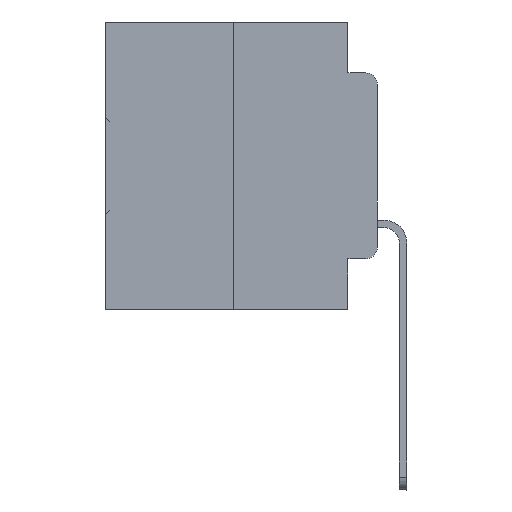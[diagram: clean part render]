
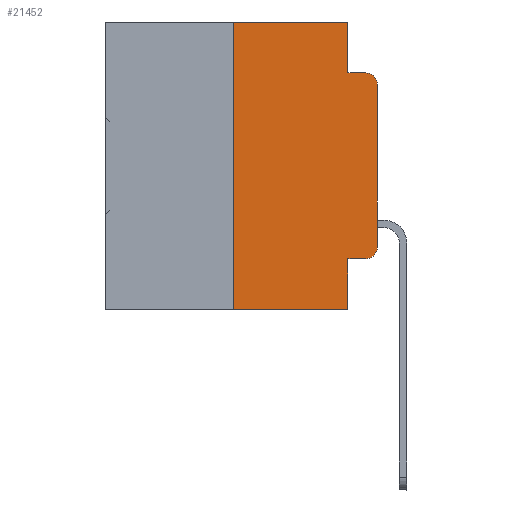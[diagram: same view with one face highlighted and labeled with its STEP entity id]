
A CAD part, left-side view. The second image highlights one B-rep face of the part: STEP entity #21452.
In plain terms, the highlighted planar face has unit normal (-1, 0, 0).
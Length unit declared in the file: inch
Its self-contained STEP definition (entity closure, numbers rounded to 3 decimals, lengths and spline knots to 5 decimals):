
#888 = DIRECTION ( 'NONE',  ( 0., 0., -1. ) ) ;
#2197 = CIRCLE ( 'NONE', #10954, 0.02 ) ;
#2701 = EDGE_CURVE ( 'NONE', #26272, #2937, #23116, .T. ) ;
#2937 = VERTEX_POINT ( 'NONE', #29293 ) ;
#2961 = EDGE_CURVE ( 'NONE', #29727, #23004, #16432, .T. ) ;
#3252 = EDGE_CURVE ( 'NONE', #26272, #17546, #20506, .T. ) ;
#4012 = AXIS2_PLACEMENT_3D ( 'NONE', #13752, #11172, #26941 ) ;
#4190 = ORIENTED_EDGE ( 'NONE', *, *, #2961, .T. ) ;
#4725 = CARTESIAN_POINT ( 'NONE',  ( 0., 0.25, -0.5 ) ) ;
#5748 = EDGE_CURVE ( 'NONE', #6133, #7765, #28101, .T. ) ;
#6133 = VERTEX_POINT ( 'NONE', #33695 ) ;
#7009 = DIRECTION ( 'NONE',  ( 0., -1., 0. ) ) ;
#7446 = EDGE_CURVE ( 'NONE', #17546, #27937, #33915, .T. ) ;
#7471 = PLANE ( 'NONE',  #30780 ) ;
#7600 = CARTESIAN_POINT ( 'NONE',  ( 0., 0.051, 0. ) ) ;
#7765 = VERTEX_POINT ( 'NONE', #33828 ) ;
#8004 = DIRECTION ( 'NONE',  ( 0., -1., 0. ) ) ;
#8538 = DIRECTION ( 'NONE',  ( 0., 0., 1. ) ) ;
#8602 = CARTESIAN_POINT ( 'NONE',  ( 0., 0.051, 0. ) ) ;
#9741 = CARTESIAN_POINT ( 'NONE',  ( 0., 0.051, -0.0885 ) ) ;
#10563 = DIRECTION ( 'NONE',  ( 0., 0., 1. ) ) ;
#10954 = AXIS2_PLACEMENT_3D ( 'NONE', #23273, #17813, #15398 ) ;
#11172 = DIRECTION ( 'NONE',  ( -1., 0., 0. ) ) ;
#11241 = ORIENTED_EDGE ( 'NONE', *, *, #2701, .T. ) ;
#11486 = EDGE_CURVE ( 'NONE', #23004, #20728, #20437, .T. ) ;
#11997 = CARTESIAN_POINT ( 'NONE',  ( 0., 0.051, 0. ) ) ;
#12258 = CARTESIAN_POINT ( 'NONE',  ( 0., 0.25, 0. ) ) ;
#12952 = DIRECTION ( 'NONE',  ( 1., 0., 0. ) ) ;
#13121 = FACE_OUTER_BOUND ( 'NONE', #27512, .T. ) ;
#13752 = CARTESIAN_POINT ( 'NONE',  ( 0., 0.02, -0.1085 ) ) ;
#13755 = LINE ( 'NONE', #8602, #13976 ) ;
#13976 = VECTOR ( 'NONE', #888, 39.37008 ) ;
#14028 = CARTESIAN_POINT ( 'NONE',  ( 0., 0., 0. ) ) ;
#14210 = ORIENTED_EDGE ( 'NONE', *, *, #11486, .T. ) ;
#14254 = EDGE_CURVE ( 'NONE', #27875, #20728, #16496, .T. ) ;
#14622 = ORIENTED_EDGE ( 'NONE', *, *, #25177, .F. ) ;
#14900 = LINE ( 'NONE', #11997, #18232 ) ;
#14942 = ORIENTED_EDGE ( 'NONE', *, *, #5748, .T. ) ;
#15385 = VECTOR ( 'NONE', #8538, 39.37008 ) ;
#15398 = DIRECTION ( 'NONE',  ( 0., 0., -1. ) ) ;
#15640 = CARTESIAN_POINT ( 'NONE',  ( 0., 0.02, -0.0885 ) ) ;
#16432 = LINE ( 'NONE', #14028, #15385 ) ;
#16496 = LINE ( 'NONE', #9741, #20577 ) ;
#17491 = CARTESIAN_POINT ( 'NONE',  ( 0., 0.051, -0.4115 ) ) ;
#17546 = VERTEX_POINT ( 'NONE', #12258 ) ;
#17813 = DIRECTION ( 'NONE',  ( -1., 0., 0. ) ) ;
#18232 = VECTOR ( 'NONE', #27752, 39.37008 ) ;
#19084 = VECTOR ( 'NONE', #27934, 39.37008 ) ;
#20194 = VECTOR ( 'NONE', #8004, 39.37008 ) ;
#20198 = DIRECTION ( 'NONE',  ( 0., -1., 0. ) ) ;
#20437 = CIRCLE ( 'NONE', #4012, 0.02 ) ;
#20506 = LINE ( 'NONE', #23748, #24723 ) ;
#20577 = VECTOR ( 'NONE', #20198, 39.37008 ) ;
#20728 = VERTEX_POINT ( 'NONE', #15640 ) ;
#21452 = ADVANCED_FACE ( 'NONE', ( #13121 ), #7471, .F. ) ;
#22014 = CARTESIAN_POINT ( 'NONE',  ( 0., 0.051, -0.0885 ) ) ;
#22264 = CARTESIAN_POINT ( 'NONE',  ( 0., 0., -0.3915 ) ) ;
#22797 = ORIENTED_EDGE ( 'NONE', *, *, #7446, .F. ) ;
#23004 = VERTEX_POINT ( 'NONE', #28177 ) ;
#23116 = LINE ( 'NONE', #33601, #33420 ) ;
#23273 = CARTESIAN_POINT ( 'NONE',  ( 0., 0.02, -0.3915 ) ) ;
#23427 = CARTESIAN_POINT ( 'NONE',  ( 0., 0.473, 0. ) ) ;
#23748 = CARTESIAN_POINT ( 'NONE',  ( 0., 0.25, 0. ) ) ;
#24723 = VECTOR ( 'NONE', #10563, 39.37008 ) ;
#25177 = EDGE_CURVE ( 'NONE', #6133, #2937, #13755, .T. ) ;
#25798 = DIRECTION ( 'NONE',  ( 0., 0., -1. ) ) ;
#26272 = VERTEX_POINT ( 'NONE', #4725 ) ;
#26351 = ORIENTED_EDGE ( 'NONE', *, *, #14254, .F. ) ;
#26941 = DIRECTION ( 'NONE',  ( 0., 0., -1. ) ) ;
#27512 = EDGE_LOOP ( 'NONE', ( #4190, #14210, #26351, #30098, #22797, #29013, #11241, #14622, #14942, #33422 ) ) ;
#27752 = DIRECTION ( 'NONE',  ( 0., 0., -1. ) ) ;
#27875 = VERTEX_POINT ( 'NONE', #22014 ) ;
#27934 = DIRECTION ( 'NONE',  ( 0., -1., 0. ) ) ;
#27937 = VERTEX_POINT ( 'NONE', #7600 ) ;
#28101 = LINE ( 'NONE', #17491, #19084 ) ;
#28177 = CARTESIAN_POINT ( 'NONE',  ( 0., 0., -0.1085 ) ) ;
#29013 = ORIENTED_EDGE ( 'NONE', *, *, #3252, .F. ) ;
#29293 = CARTESIAN_POINT ( 'NONE',  ( 0., 0.051, -0.5 ) ) ;
#29727 = VERTEX_POINT ( 'NONE', #22264 ) ;
#30098 = ORIENTED_EDGE ( 'NONE', *, *, #32822, .F. ) ;
#30780 = AXIS2_PLACEMENT_3D ( 'NONE', #31650, #12952, #25798 ) ;
#31237 = EDGE_CURVE ( 'NONE', #7765, #29727, #2197, .T. ) ;
#31650 = CARTESIAN_POINT ( 'NONE',  ( 0., 0.473, 0. ) ) ;
#32822 = EDGE_CURVE ( 'NONE', #27937, #27875, #14900, .T. ) ;
#33420 = VECTOR ( 'NONE', #7009, 39.37008 ) ;
#33422 = ORIENTED_EDGE ( 'NONE', *, *, #31237, .T. ) ;
#33601 = CARTESIAN_POINT ( 'NONE',  ( 0., 0.473, -0.5 ) ) ;
#33695 = CARTESIAN_POINT ( 'NONE',  ( 0., 0.051, -0.4115 ) ) ;
#33828 = CARTESIAN_POINT ( 'NONE',  ( 0., 0.02, -0.4115 ) ) ;
#33915 = LINE ( 'NONE', #23427, #20194 ) ;
